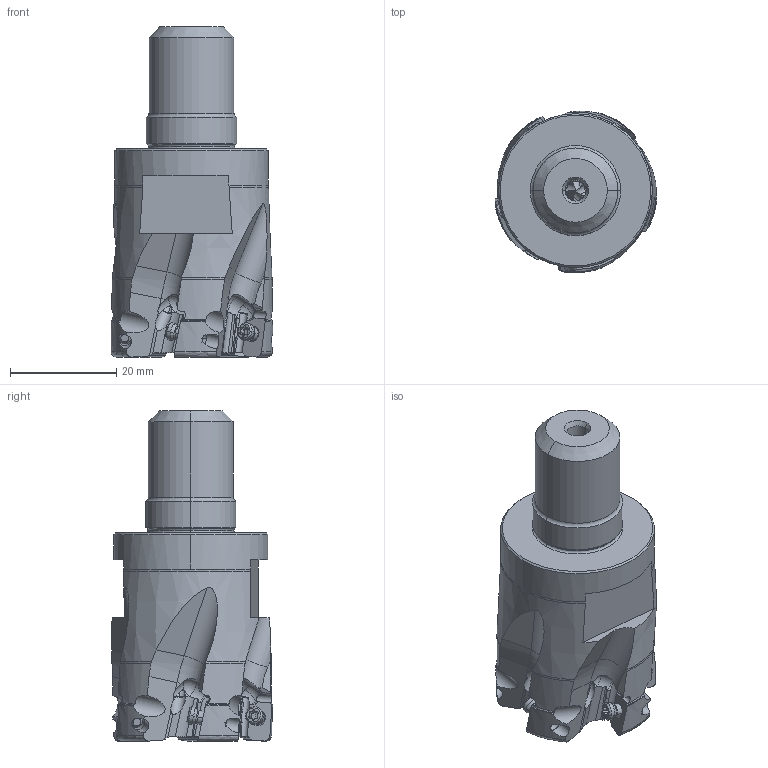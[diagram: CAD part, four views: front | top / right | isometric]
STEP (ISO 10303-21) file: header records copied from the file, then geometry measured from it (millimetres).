
FILE_DESCRIPTION(/* description */ (''),/* implementation_level */ '2;1');
FILE_NAME(/* name */ 'APX3000UR205AM16A40.stp',/* time_stamp */ '2021-09-08T11:45:48+09:00',/* author */ (''),/* organization */ (''),/* preprocessor_version */ 'ST-DEVELOPER v16',/* originating_system */ 'SIEMENS PLM Software NX 10.0',/* authorisation */ '');
FILE_SCHEMA (('AUTOMOTIVE_DESIGN { 1 0 10303 214 3 1 1 1 }'));
Length unit declared in the file: millimetre
Products named in the file (1): APX3000UR205AM16A40_ASM
Bounding box: 30.52 x 30.39 x 62.22 mm (x, y, z)
Volume: 26096.5 mm3; surface area: 8113.2 mm2
Topology: 6 solids, 6 shells, 480 faces, 1452 edges, 994 vertices
Faces by surface type: cylinder 215, plane 114, cone 78, torus 43, sphere 25, bspline 5
Entity records: 21403 total; most frequent: CARTESIAN_POINT 8451, ORIENTED_EDGE 2864, DIRECTION 2512, EDGE_CURVE 1432, AXIS2_PLACEMENT_3D 1065, VERTEX_POINT 961, EDGE_LOOP 497, B_SPLINE_CURVE_WITH_KNOTS 495
